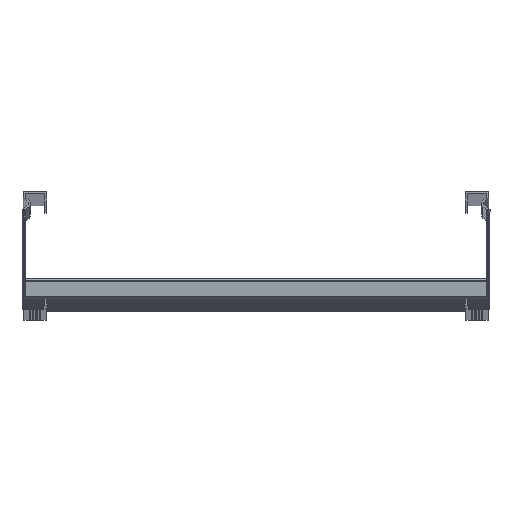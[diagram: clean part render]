
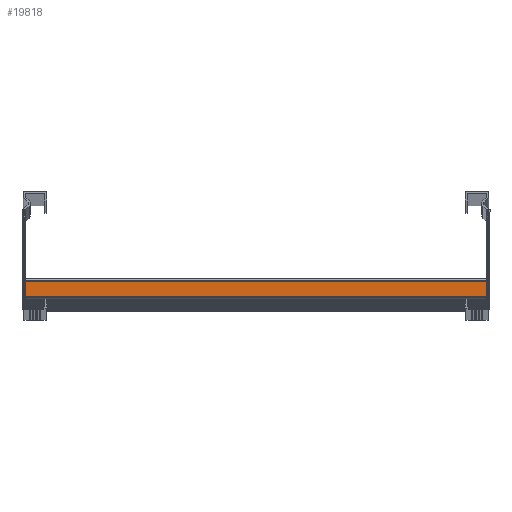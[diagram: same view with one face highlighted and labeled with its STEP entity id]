
A CAD part, top view. The second image highlights one B-rep face of the part: STEP entity #19818.
In plain terms, the highlighted face is planar.
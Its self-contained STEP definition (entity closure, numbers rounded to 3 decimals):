
#971 = CARTESIAN_POINT ( 'NONE',  ( 18., 18., 198.5 ) ) ;
#1884 = VECTOR ( 'NONE', #15431, 1000. ) ;
#3254 = PLANE ( 'NONE',  #17097 ) ;
#4943 = CARTESIAN_POINT ( 'NONE',  ( 18., 2.5, -198.5 ) ) ;
#5392 = EDGE_CURVE ( 'NONE', #32912, #33798, #22698, .T. ) ;
#5469 = LINE ( 'NONE', #971, #33446 ) ;
#8220 = LINE ( 'NONE', #18406, #1884 ) ;
#8838 = EDGE_CURVE ( 'NONE', #17696, #33798, #21154, .T. ) ;
#12689 = EDGE_CURVE ( 'NONE', #23112, #17696, #8220, .T. ) ;
#15431 = DIRECTION ( 'NONE',  ( 0., 0., -1. ) ) ;
#15928 = CARTESIAN_POINT ( 'NONE',  ( 18., 15.5, 198.5 ) ) ;
#16254 = ORIENTED_EDGE ( 'NONE', *, *, #5392, .T. ) ;
#16290 = FACE_OUTER_BOUND ( 'NONE', #28786, .T. ) ;
#16787 = DIRECTION ( 'NONE',  ( 0., -1., 0. ) ) ;
#17097 = AXIS2_PLACEMENT_3D ( 'NONE', #24766, #24883, #25124 ) ;
#17696 = VERTEX_POINT ( 'NONE', #27951 ) ;
#18406 = CARTESIAN_POINT ( 'NONE',  ( 18., 15.5, 198.5 ) ) ;
#19818 = ADVANCED_FACE ( 'NONE', ( #16290 ), #3254, .T. ) ;
#21154 = LINE ( 'NONE', #30916, #27479 ) ;
#21568 = ORIENTED_EDGE ( 'NONE', *, *, #12689, .F. ) ;
#22698 = LINE ( 'NONE', #22792, #26527 ) ;
#22792 = CARTESIAN_POINT ( 'NONE',  ( 18., 2.5, 198.5 ) ) ;
#23112 = VERTEX_POINT ( 'NONE', #15928 ) ;
#24766 = CARTESIAN_POINT ( 'NONE',  ( 18., 18., 198.5 ) ) ;
#24883 = DIRECTION ( 'NONE',  ( 1., 0., 0. ) ) ;
#25124 = DIRECTION ( 'NONE',  ( 0., 0., -1. ) ) ;
#25685 = CARTESIAN_POINT ( 'NONE',  ( 18., 2.5, 198.5 ) ) ;
#26527 = VECTOR ( 'NONE', #33721, 1000. ) ;
#27479 = VECTOR ( 'NONE', #33302, 1000. ) ;
#27951 = CARTESIAN_POINT ( 'NONE',  ( 18., 15.5, -198.5 ) ) ;
#28786 = EDGE_LOOP ( 'NONE', ( #32739, #21568, #33989, #16254 ) ) ;
#30916 = CARTESIAN_POINT ( 'NONE',  ( 18., 18., -198.5 ) ) ;
#32739 = ORIENTED_EDGE ( 'NONE', *, *, #8838, .F. ) ;
#32912 = VERTEX_POINT ( 'NONE', #25685 ) ;
#33302 = DIRECTION ( 'NONE',  ( 0., -1., 0. ) ) ;
#33355 = EDGE_CURVE ( 'NONE', #23112, #32912, #5469, .T. ) ;
#33446 = VECTOR ( 'NONE', #16787, 1000. ) ;
#33721 = DIRECTION ( 'NONE',  ( 0., 0., -1. ) ) ;
#33798 = VERTEX_POINT ( 'NONE', #4943 ) ;
#33989 = ORIENTED_EDGE ( 'NONE', *, *, #33355, .T. ) ;
